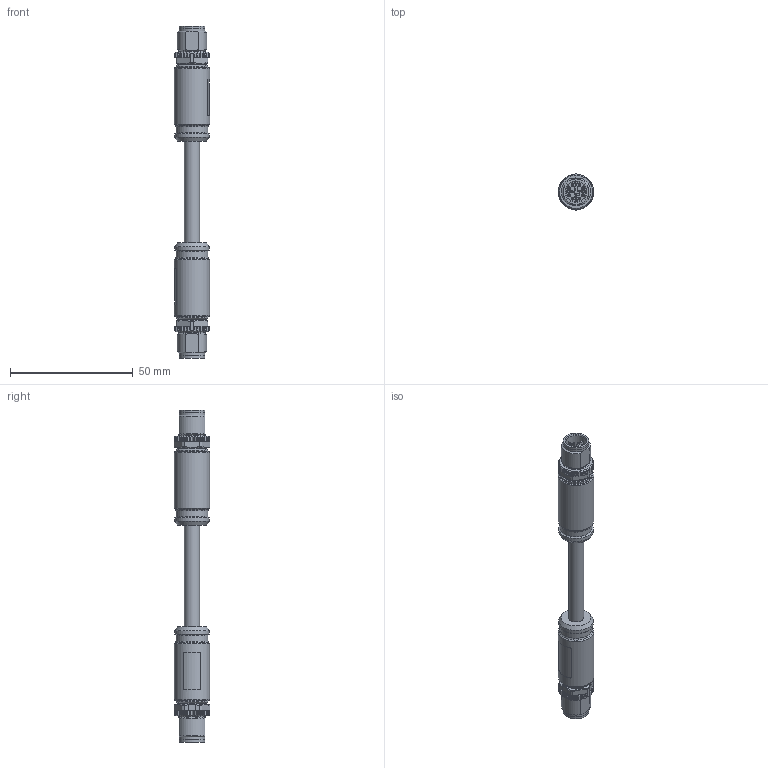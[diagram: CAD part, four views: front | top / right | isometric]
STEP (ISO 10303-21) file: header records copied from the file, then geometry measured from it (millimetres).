
FILE_DESCRIPTION(/* description */ (''),/* implementation_level */ '2;1');
FILE_NAME(/* name */ '79-9722-XXX-08-001_01.stp',/* time_stamp */ '2014-02-19T08:29:20+01:00',/* author */ (''),/* organization */ (''),/* preprocessor_version */ 'ST-DEVELOPER v14',/* originating_system */ 'SIEMENS PLM Software NX 8.0',/* authorisation */ '');
FILE_SCHEMA (('AP203_CONFIGURATION_CONTROLLED_3D_DESIGN_OF_MECHANICAL_PARTS_AND_ASSEMBLIES_MIM_LF { 1 0 10303 403 2 1 2}'));
Length unit declared in the file: millimetre
Products named in the file (1): umae0A74F93F8eqt
Bounding box: 14.5 x 14.5 x 135.5 mm (x, y, z)
Volume: 13885.4 mm3; surface area: 6719.5 mm2
Topology: 1 solids, 7 shells, 887 faces, 2427 edges, 1570 vertices
Faces by surface type: plane 376, cylinder 315, cone 83, torus 67, bspline 30, sphere 16
Full cylindrical faces by diameter (mm): 0.6 x16, 1.15 x15, 6.2 x1, 8.4 x2, 10.4 x2, 10.5 x2, 10.65 x2, 13 x4, 14 x2, 14.5 x2
Entity records: 32146 total; most frequent: CARTESIAN_POINT 10995, ORIENTED_EDGE 4532, DIRECTION 3979, EDGE_CURVE 2266, VERTEX_POINT 1523, AXIS2_PLACEMENT_3D 1515, EDGE_LOOP 1021, LINE 949
